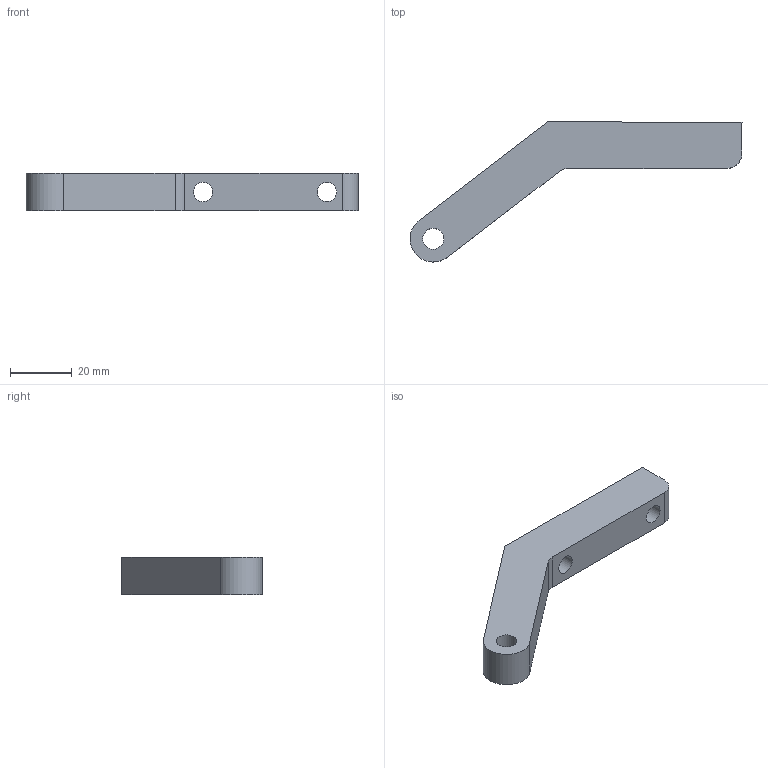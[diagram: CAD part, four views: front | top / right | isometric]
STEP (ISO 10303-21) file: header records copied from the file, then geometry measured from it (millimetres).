
FILE_DESCRIPTION(('STEP AP214'),'1');
FILE_NAME('BMR-044a BRAS BIELLETTE.step','2016-02-18T20:27:17',(' '),(' '),'Spatial InterOp 3D',' ',' ');
FILE_SCHEMA(('automotive_design'));
Length unit declared in the file: millimetre
Products named in the file (1): BRAS BIELLETTE
Bounding box: 107.16 x 45.21 x 12 mm (x, y, z)
Volume: 19446 mm3; surface area: 7183.1 mm2
Topology: 1 solids, 1 shells, 13 faces, 35 edges, 24 vertices
Faces by surface type: plane 7, cylinder 6
Full cylindrical faces by diameter (mm): 6.2 x2, 6.75 x1
Entity records: 517 total; most frequent: DIRECTION 70, CARTESIAN_POINT 66, ORIENTED_EDGE 60, EDGE_CURVE 30, AXIS2_PLACEMENT_3D 26, EDGE_LOOP 22, VERTEX_POINT 22, LINE 18
